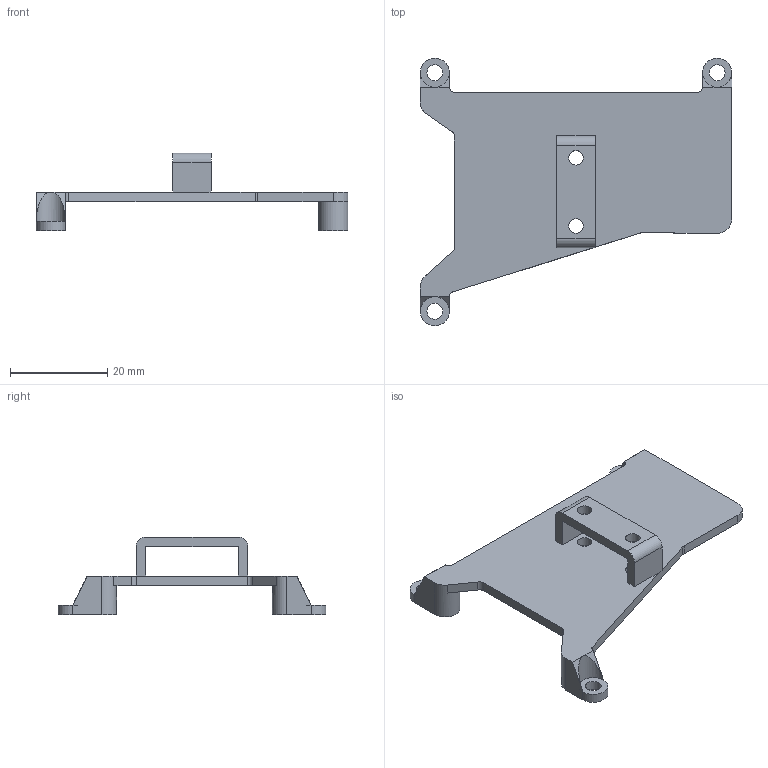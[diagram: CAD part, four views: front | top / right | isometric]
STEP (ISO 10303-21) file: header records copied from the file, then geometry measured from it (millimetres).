
FILE_DESCRIPTION(/* description */ (''),/* implementation_level */ '2;1');
FILE_NAME(/* name */ 'PiMount 2.0 V1 v2.step',/* time_stamp */ '2025-09-29T16:34:23-04:00',/* author */ (''),/* organization */ (''),/* preprocessor_version */ 'ST-DEVELOPER v20.1',/* originating_system */ 'Autodesk Translation Framework v14.17.0.0',/* authorisation */ '');
FILE_SCHEMA (('AUTOMOTIVE_DESIGN { 1 0 10303 214 3 1 1 }'));
Length unit declared in the file: millimetre
Products named in the file (1): PiMount 2.0 V1
Bounding box: 64 x 55 x 16 mm (x, y, z)
Volume: 5180.8 mm3; surface area: 5743.3 mm2
Topology: 1 solids, 1 shells, 60 faces, 157 edges, 98 vertices
Faces by surface type: plane 35, cylinder 25
Full cylindrical faces by diameter (mm): 3 x4, 3.25 x3
Entity records: 1890 total; most frequent: DIRECTION 334, CARTESIAN_POINT 316, ORIENTED_EDGE 314, EDGE_CURVE 157, AXIS2_PLACEMENT_3D 116, LINE 102, VECTOR 102, VERTEX_POINT 98
